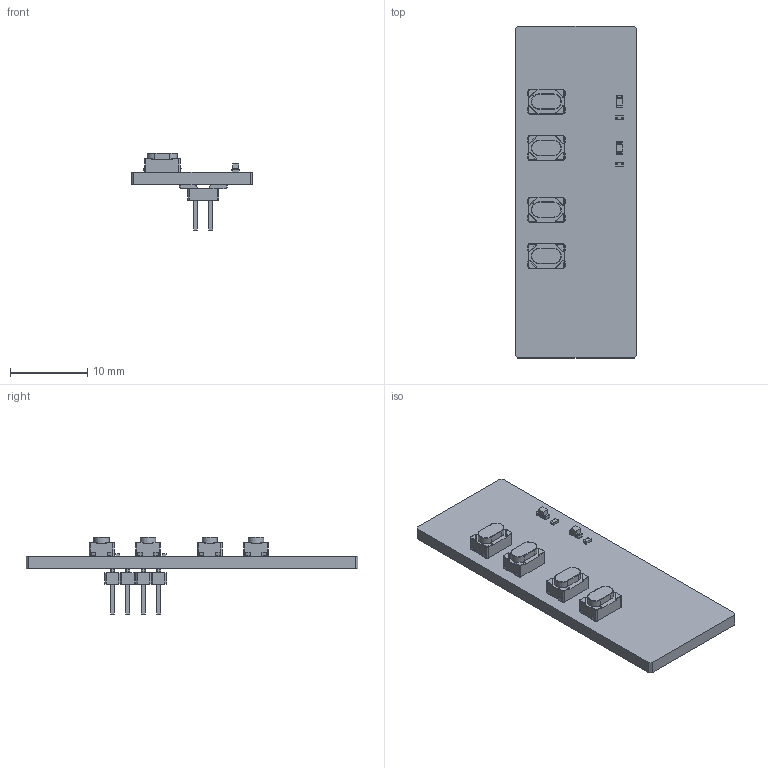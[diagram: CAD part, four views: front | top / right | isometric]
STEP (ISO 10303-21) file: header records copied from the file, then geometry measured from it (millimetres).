
FILE_DESCRIPTION(('FreeCAD Model'),'2;1');
FILE_NAME('REG1-Front-Universal_V00.01.stp', '2022-10-21T15:17:33',('Author'),(''), 'Open CASCADE STEP processor 7.3','FreeCAD','Unknown');
FILE_SCHEMA(('AUTOMOTIVE_DESIGN { 1 0 10303 214 1 1 1 1 }'));
Length unit declared in the file: millimetre
Products named in the file (17): REG1-Front-Universal; Board_Geoms_21ae; Local_CS_21ae; Pcb_21ae; PCB_Sketch_21ae; Step_Models_21ae; Top_21ae; D1_LED_0603_1608Metric_634FBF33; D2_LED_0603_1608Metric_634FBD5A; SW6_SKRPACE010_v4_634FBE4F; SW5_SKRPACE010_v4_634FBE36; SW2_SKRPACE010_v4_634FBE1D; R2_R_0402_1005Metric_634FBDEC; R1_R_0402_1005Metric_634FBDDD; SW1_SKRPACE010_v4_634FB35C; Bot_21ae; J1_PinHeader_2x04_P200mm_Vertical_SMD_63505757
Assembly tree (16 placements, depth 4):
  REG1-Front-Universal
    Board_Geoms_21ae
      Local_CS_21ae
      Pcb_21ae
      PCB_Sketch_21ae
    Step_Models_21ae
      Top_21ae
        D1_LED_0603_1608Metric_634FBF33
        D2_LED_0603_1608Metric_634FBD5A
        SW6_SKRPACE010_v4_634FBE4F
        SW5_SKRPACE010_v4_634FBE36
        SW2_SKRPACE010_v4_634FBE1D
        R2_R_0402_1005Metric_634FBDEC
        R1_R_0402_1005Metric_634FBDDD
        SW1_SKRPACE010_v4_634FB35C
      Bot_21ae
        J1_PinHeader_2x04_P200mm_Vertical_SMD_63505757
Bounding box: 15.7 x 43 x 10.1 mm (x, y, z)
Volume: 1263.9 mm3; surface area: 2020 mm2
Topology: 10 solids, 10 shells, 786 faces, 2040 edges, 1296 vertices
Faces by surface type: plane 538, cylinder 192, bspline 32, torus 24
Entity records: 29693 total; most frequent: CARTESIAN_POINT 4587, ORIENTED_EDGE 4064, DIRECTION 3998, EDGE_CURVE 2032, LINE 1624, VECTOR 1624, VERTEX_POINT 1280, AXIS2_PLACEMENT_3D 1187
